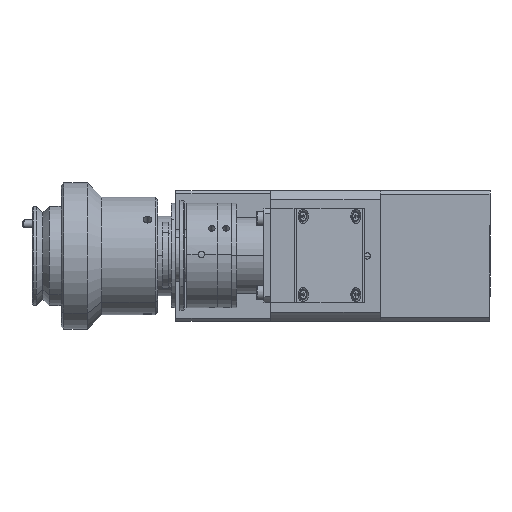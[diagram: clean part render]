
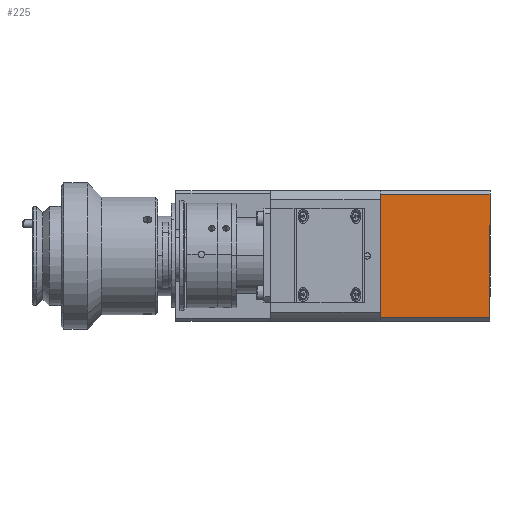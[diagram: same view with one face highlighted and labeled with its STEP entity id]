
A CAD part, top view. The second image highlights one B-rep face of the part: STEP entity #225.
In plain terms, the highlighted planar face has unit normal (0, 0, 1).
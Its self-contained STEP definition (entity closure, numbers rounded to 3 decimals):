
#225 = ADVANCED_FACE ( 'NONE', ( #4301 ), #26253, .F. ) ;
#265 = DIRECTION ( 'NONE',  ( 0., -1., 0. ) ) ;
#654 = EDGE_CURVE ( 'NONE', #24998, #20938, #24646, .T. ) ;
#1359 = ORIENTED_EDGE ( 'NONE', *, *, #28762, .F. ) ;
#4301 = FACE_OUTER_BOUND ( 'NONE', #11563, .T. ) ;
#4678 = ORIENTED_EDGE ( 'NONE', *, *, #31343, .T. ) ;
#5460 = DIRECTION ( 'NONE',  ( 1., 0., 0. ) ) ;
#6323 = VECTOR ( 'NONE', #5460, 1000. ) ;
#7101 = LINE ( 'NONE', #15440, #6323 ) ;
#7327 = DIRECTION ( 'NONE',  ( -1., 0., 0. ) ) ;
#7946 = LINE ( 'NONE', #19813, #13821 ) ;
#9645 = VECTOR ( 'NONE', #265, 1000. ) ;
#10004 = CARTESIAN_POINT ( 'NONE',  ( 203.022, -23.5, 27.212 ) ) ;
#10841 = CARTESIAN_POINT ( 'NONE',  ( 161.022, -25., 27.212 ) ) ;
#11316 = CARTESIAN_POINT ( 'NONE',  ( 203.022, -25., 27.212 ) ) ;
#11563 = EDGE_LOOP ( 'NONE', ( #16708, #21701, #1359, #4678 ) ) ;
#12695 = EDGE_CURVE ( 'NONE', #20938, #25723, #7101, .T. ) ;
#13821 = VECTOR ( 'NONE', #7327, 1000. ) ;
#13826 = DIRECTION ( 'NONE',  ( 0., 0., -1. ) ) ;
#15440 = CARTESIAN_POINT ( 'NONE',  ( 203.022, -23.5, 27.212 ) ) ;
#16283 = CARTESIAN_POINT ( 'NONE',  ( 161.022, 23.5, 27.212 ) ) ;
#16708 = ORIENTED_EDGE ( 'NONE', *, *, #654, .T. ) ;
#19813 = CARTESIAN_POINT ( 'NONE',  ( 203.022, 23.5, 27.212 ) ) ;
#20938 = VERTEX_POINT ( 'NONE', #24589 ) ;
#21701 = ORIENTED_EDGE ( 'NONE', *, *, #12695, .T. ) ;
#22311 = AXIS2_PLACEMENT_3D ( 'NONE', #11316, #13826, #31295 ) ;
#24589 = CARTESIAN_POINT ( 'NONE',  ( 161.022, -23.5, 27.212 ) ) ;
#24599 = VERTEX_POINT ( 'NONE', #31261 ) ;
#24646 = LINE ( 'NONE', #10841, #31304 ) ;
#24998 = VERTEX_POINT ( 'NONE', #16283 ) ;
#25161 = CARTESIAN_POINT ( 'NONE',  ( 203.022, -25., 27.212 ) ) ;
#25723 = VERTEX_POINT ( 'NONE', #10004 ) ;
#25769 = DIRECTION ( 'NONE',  ( 0., -1., 0. ) ) ;
#26253 = PLANE ( 'NONE',  #22311 ) ;
#28762 = EDGE_CURVE ( 'NONE', #24599, #25723, #29593, .T. ) ;
#29593 = LINE ( 'NONE', #25161, #9645 ) ;
#31261 = CARTESIAN_POINT ( 'NONE',  ( 203.022, 23.5, 27.212 ) ) ;
#31295 = DIRECTION ( 'NONE',  ( -1., 0., 0. ) ) ;
#31304 = VECTOR ( 'NONE', #25769, 1000. ) ;
#31343 = EDGE_CURVE ( 'NONE', #24599, #24998, #7946, .T. ) ;
